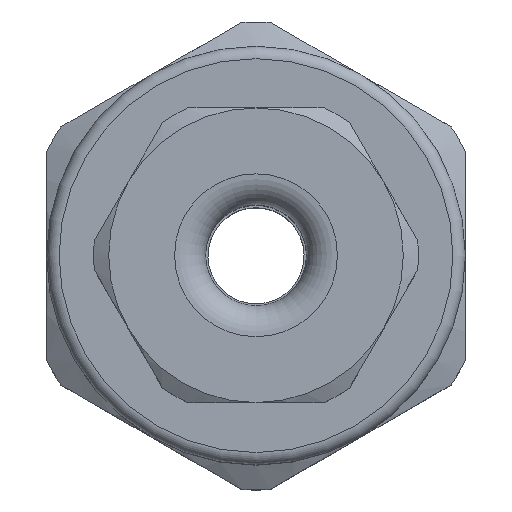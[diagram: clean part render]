
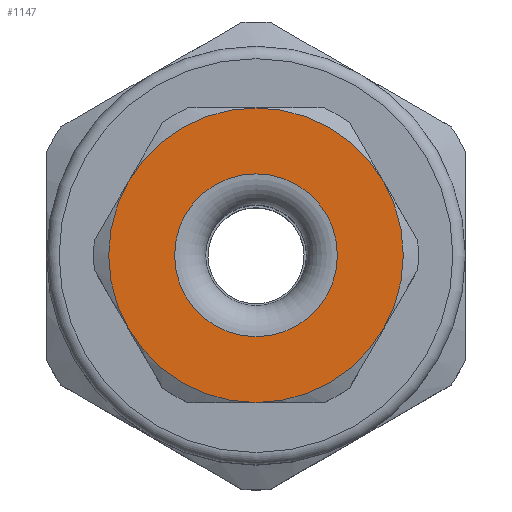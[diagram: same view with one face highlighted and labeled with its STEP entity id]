
A CAD part, top view. The second image highlights one B-rep face of the part: STEP entity #1147.
In plain terms, the highlighted planar face has unit normal (0, 0, 1).
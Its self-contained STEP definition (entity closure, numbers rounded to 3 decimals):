
#413=CARTESIAN_POINT('',(-8.227,-4.75,46.));
#414=VERTEX_POINT('',#413);
#464=CARTESIAN_POINT('',(-8.227,4.75,46.));
#465=VERTEX_POINT('',#464);
#515=CARTESIAN_POINT('',(0.,9.5,46.));
#516=VERTEX_POINT('',#515);
#566=CARTESIAN_POINT('',(8.227,4.75,46.));
#567=VERTEX_POINT('',#566);
#617=CARTESIAN_POINT('',(8.227,-4.75,46.));
#618=VERTEX_POINT('',#617);
#668=CARTESIAN_POINT('',(-0.,-9.5,46.));
#669=VERTEX_POINT('',#668);
#709=CARTESIAN_POINT('',(0.,-0.,46.));
#710=DIRECTION('',(-0.,-0.,-1.));
#711=DIRECTION('',(0.,1.,-0.));
#712=AXIS2_PLACEMENT_3D('',#709,#710,#711);
#713=CIRCLE('',#712,9.5);
#714=EDGE_CURVE('',#669,#414,#713,.T.);
#733=CARTESIAN_POINT('',(0.,-0.,46.));
#734=DIRECTION('',(-0.,-0.,-1.));
#735=DIRECTION('',(0.,1.,-0.));
#736=AXIS2_PLACEMENT_3D('',#733,#734,#735);
#737=CIRCLE('',#736,9.5);
#738=EDGE_CURVE('',#618,#669,#737,.T.);
#757=CARTESIAN_POINT('',(0.,-0.,46.));
#758=DIRECTION('',(-0.,-0.,-1.));
#759=DIRECTION('',(0.,1.,-0.));
#760=AXIS2_PLACEMENT_3D('',#757,#758,#759);
#761=CIRCLE('',#760,9.5);
#762=EDGE_CURVE('',#567,#618,#761,.T.);
#781=CARTESIAN_POINT('',(0.,-0.,46.));
#782=DIRECTION('',(-0.,-0.,-1.));
#783=DIRECTION('',(0.,1.,-0.));
#784=AXIS2_PLACEMENT_3D('',#781,#782,#783);
#785=CIRCLE('',#784,9.5);
#786=EDGE_CURVE('',#516,#567,#785,.T.);
#805=CARTESIAN_POINT('',(0.,-0.,46.));
#806=DIRECTION('',(-0.,-0.,-1.));
#807=DIRECTION('',(0.,1.,-0.));
#808=AXIS2_PLACEMENT_3D('',#805,#806,#807);
#809=CIRCLE('',#808,9.5);
#810=EDGE_CURVE('',#465,#516,#809,.T.);
#829=CARTESIAN_POINT('',(0.,-0.,46.));
#830=DIRECTION('',(-0.,-0.,-1.));
#831=DIRECTION('',(0.,1.,-0.));
#832=AXIS2_PLACEMENT_3D('',#829,#830,#831);
#833=CIRCLE('',#832,9.5);
#834=EDGE_CURVE('',#414,#465,#833,.T.);
#1123=CARTESIAN_POINT('',(0.,-0.,46.));
#1124=DIRECTION('',(0.,0.,1.));
#1125=DIRECTION('',(-0.,-1.,0.));
#1126=AXIS2_PLACEMENT_3D('',#1123,#1124,#1125);
#1127=PLANE('',#1126);
#1128=CARTESIAN_POINT('',(-0.,-5.25,46.));
#1129=VERTEX_POINT('',#1128);
#1130=CARTESIAN_POINT('',(0.,-0.,46.));
#1131=DIRECTION('',(-0.,-0.,-1.));
#1132=DIRECTION('',(-0.,-1.,0.));
#1133=AXIS2_PLACEMENT_3D('',#1130,#1131,#1132);
#1134=CIRCLE('',#1133,5.25);
#1135=EDGE_CURVE('',#1129,#1129,#1134,.T.);
#1136=ORIENTED_EDGE('',*,*,#1135,.T.);
#1137=EDGE_LOOP('',(#1136));
#1138=FACE_BOUND('',#1137,.T.);
#1139=ORIENTED_EDGE('',*,*,#714,.F.);
#1140=ORIENTED_EDGE('',*,*,#738,.F.);
#1141=ORIENTED_EDGE('',*,*,#762,.F.);
#1142=ORIENTED_EDGE('',*,*,#786,.F.);
#1143=ORIENTED_EDGE('',*,*,#810,.F.);
#1144=ORIENTED_EDGE('',*,*,#834,.F.);
#1145=EDGE_LOOP('',(#1139,#1140,#1141,#1142,#1143,#1144));
#1146=FACE_BOUND('',#1145,.T.);
#1147=ADVANCED_FACE('',(#1138,#1146),#1127,.T.);
